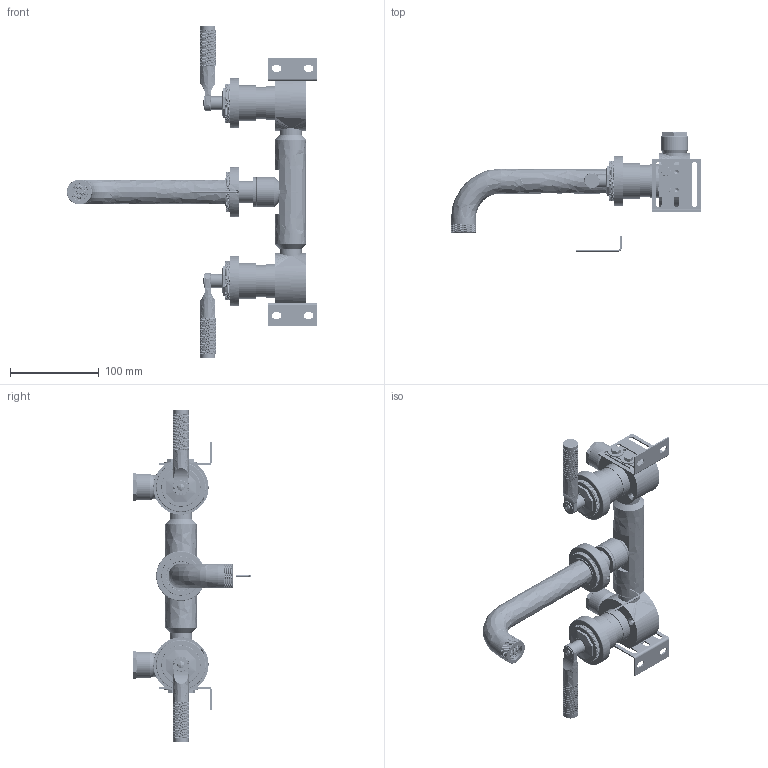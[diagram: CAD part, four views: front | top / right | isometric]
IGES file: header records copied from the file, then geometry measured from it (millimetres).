
Global section: file name: V7KALL17-2LK; native system: Autodesk Inventor 2023; preprocessor: unknown; author: clarkin; date: 20231024.071132; units: millimetre
Bounding box: 281.3 x 133.78 x 373.44 mm (x, y, z)
Volume: 605373.6 mm3; surface area: 306559.2 mm2
Topology: 81 solids, 81 shells, 27777 faces, 59455 edges, 32018 vertices
Faces by surface type: bspline 27777
